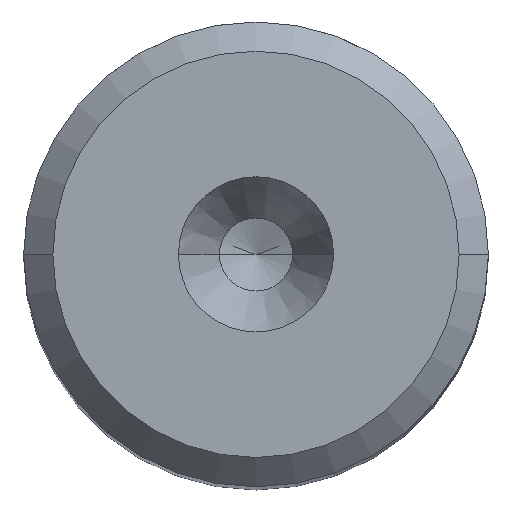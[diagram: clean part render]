
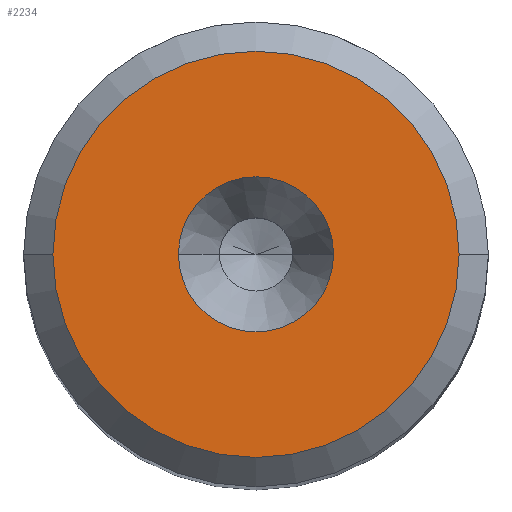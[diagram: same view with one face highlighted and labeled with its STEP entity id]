
A CAD part, top view. The second image highlights one B-rep face of the part: STEP entity #2234.
In plain terms, the highlighted planar face has unit normal (0, 0, 1).
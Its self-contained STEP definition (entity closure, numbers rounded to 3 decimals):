
#62=CARTESIAN_POINT('',(0.,0.,0.));
#63=DIRECTION('',(0.,0.,1.));
#64=DIRECTION('',(1.,0.,0.));
#65=AXIS2_PLACEMENT_3D('',#62,#63,#64);
#70=CARTESIAN_POINT('',(0.,0.,0.));
#71=DIRECTION('',(0.,0.,1.));
#72=DIRECTION('',(0.,-1.,0.));
#73=AXIS2_PLACEMENT_3D('',#70,#71,#72);
#78=CARTESIAN_POINT('',(0.,0.,0.));
#79=DIRECTION('',(0.,0.,1.));
#80=DIRECTION('',(-1.,0.,0.));
#81=AXIS2_PLACEMENT_3D('',#78,#79,#80);
#86=CARTESIAN_POINT('',(0.,0.,0.));
#87=DIRECTION('',(0.,0.,1.));
#88=DIRECTION('',(0.,1.,0.));
#89=AXIS2_PLACEMENT_3D('',#86,#87,#88);
#94=CARTESIAN_POINT('',(0.,0.,0.));
#95=DIRECTION('',(0.,0.,-1.));
#96=DIRECTION('',(1.,0.,0.));
#97=AXIS2_PLACEMENT_3D('',#94,#95,#96);
#102=CARTESIAN_POINT('',(0.,0.,0.));
#103=DIRECTION('',(0.,0.,-1.));
#104=DIRECTION('',(-1.,0.,0.));
#105=AXIS2_PLACEMENT_3D('',#102,#103,#104);
#1977=CARTESIAN_POINT('',(6.937,0.,
0.));
#1978=CARTESIAN_POINT('',(0.,6.937,
0.));
#1979=VERTEX_POINT('',#1977);
#1980=VERTEX_POINT('',#1978);
#1981=CARTESIAN_POINT('',(-6.937,0.,
0.));
#1982=VERTEX_POINT('',#1981);
#1983=CARTESIAN_POINT('',(0.,-6.937,
0.));
#1984=VERTEX_POINT('',#1983);
#1985=CARTESIAN_POINT('',(2.65,0.,0.));
#1986=CARTESIAN_POINT('',(-2.65,0.,0.));
#1987=VERTEX_POINT('',#1985);
#1988=VERTEX_POINT('',#1986);
#2213=CARTESIAN_POINT('',(0.,0.001,0.));
#2214=DIRECTION('',(0.,0.,1.));
#2215=DIRECTION('',(1.,0.,0.));
#2216=AXIS2_PLACEMENT_3D('',#2213,#2214,#2215);
#2217=PLANE('',#2216);
#2219=ORIENTED_EDGE('',*,*,#2218,.F.);
#2221=ORIENTED_EDGE('',*,*,#2220,.F.);
#2223=ORIENTED_EDGE('',*,*,#2222,.F.);
#2225=ORIENTED_EDGE('',*,*,#2224,.F.);
#2226=EDGE_LOOP('',(#2219,#2221,#2223,#2225));
#2227=FACE_OUTER_BOUND('',#2226,.F.);
#2229=ORIENTED_EDGE('',*,*,#2228,.F.);
#2231=ORIENTED_EDGE('',*,*,#2230,.F.);
#2232=EDGE_LOOP('',(#2229,#2231));
#2233=FACE_BOUND('',#2232,.F.);
#66=CIRCLE('',#65,6.937);
#74=CIRCLE('',#73,6.937);
#82=CIRCLE('',#81,6.937);
#90=CIRCLE('',#89,6.937);
#98=CIRCLE('',#97,2.65);
#106=CIRCLE('',#105,2.65);
#2218=EDGE_CURVE('',#1979,#1980,#66,.T.);
#2220=EDGE_CURVE('',#1984,#1979,#74,.T.);
#2222=EDGE_CURVE('',#1982,#1984,#82,.T.);
#2224=EDGE_CURVE('',#1980,#1982,#90,.T.);
#2228=EDGE_CURVE('',#1987,#1988,#98,.T.);
#2230=EDGE_CURVE('',#1988,#1987,#106,.T.);
#2234=ADVANCED_FACE('',(#2227,#2233),#2217,.T.);
